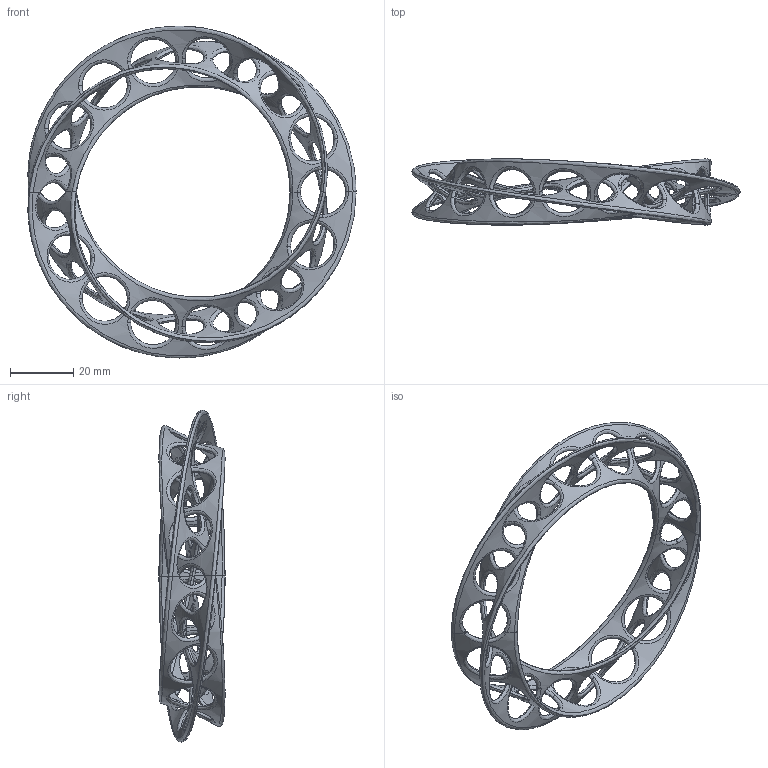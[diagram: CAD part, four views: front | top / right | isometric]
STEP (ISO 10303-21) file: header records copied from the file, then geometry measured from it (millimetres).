
FILE_DESCRIPTION(('FreeCAD Model'),'2;1');
FILE_NAME('Open CASCADE Shape Model','2025-05-04T09:58:13',('FreeCAD'),( 'FreeCAD'),'Open CASCADE STEP processor 7.6','FreeCAD','Unknown');
FILE_SCHEMA(('AUTOMOTIVE_DESIGN { 1 0 10303 214 1 1 1 1 }'));
Products named in the file (1): Open CASCADE STEP translator 7.6 1
Bounding box: 103.94 x 20.94 x 105.15 mm (x, y, z)
Volume: 8926.7 mm3; surface area: 24097.5 mm2
Topology: 1 solids, 3 shells, 178 faces, 554 edges, 373 vertices
Faces by surface type: bspline 178
Entity records: 33683 total; most frequent: CARTESIAN_POINT 30586, ORIENTED_EDGE 987, EDGE_CURVE 554, B_SPLINE_CURVE_WITH_KNOTS 414, VERTEX_POINT 373, FACE_BOUND 276, EDGE_LOOP 276, ADVANCED_FACE 178
